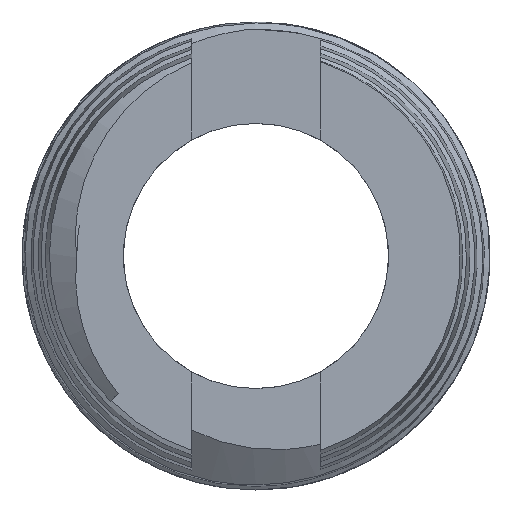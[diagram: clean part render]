
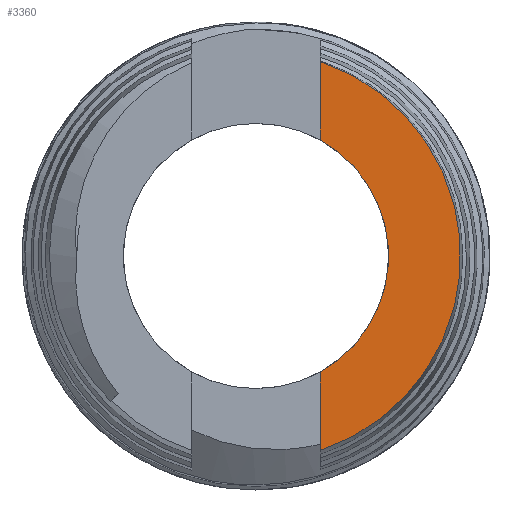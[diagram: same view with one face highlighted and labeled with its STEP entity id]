
A CAD part, front view. The second image highlights one B-rep face of the part: STEP entity #3360.
In plain terms, the highlighted planar face has unit normal (0, -1, 0).
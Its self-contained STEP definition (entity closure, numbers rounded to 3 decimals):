
#25 = ORIENTED_EDGE ( 'NONE', *, *, #2815, .T. ) ;
#89 = ORIENTED_EDGE ( 'NONE', *, *, #2817, .T. ) ;
#90 = ORIENTED_EDGE ( 'NONE', *, *, #2808, .F. ) ;
#91 = ORIENTED_EDGE ( 'NONE', *, *, #2818, .F. ) ;
#271 = EDGE_LOOP ( 'NONE', ( #91, #89, #90, #25 ) ) ;
#335 = VERTEX_POINT ( 'NONE', #4392 ) ;
#343 = VERTEX_POINT ( 'NONE', #4381 ) ;
#351 = VERTEX_POINT ( 'NONE', #4370 ) ;
#352 = VERTEX_POINT ( 'NONE', #4369 ) ;
#440 = LINE ( 'NONE', #624, #2835 ) ;
#444 = LINE ( 'NONE', #833, #2282 ) ;
#464 = FACE_OUTER_BOUND ( 'NONE', #271, .T. ) ;
#624 = CARTESIAN_POINT ( 'NONE',  ( 1.65, -15., 7.5 ) ) ;
#625 = DIRECTION ( 'NONE',  ( 0., 0., 1. ) ) ;
#823 = CARTESIAN_POINT ( 'NONE',  ( 0., -15., 0. ) ) ;
#824 = DIRECTION ( 'NONE',  ( 0., -1., 0. ) ) ;
#825 = DIRECTION ( 'NONE',  ( 0., 0., 1. ) ) ;
#830 = CARTESIAN_POINT ( 'NONE',  ( 0., -15., 0. ) ) ;
#831 = DIRECTION ( 'NONE',  ( 0., 1., 0. ) ) ;
#832 = DIRECTION ( 'NONE',  ( 0., 0., 1. ) ) ;
#833 = CARTESIAN_POINT ( 'NONE',  ( 1.65, -15., 7.5 ) ) ;
#834 = DIRECTION ( 'NONE',  ( 0., 0., 1. ) ) ;
#1500 = PLANE ( 'NONE',  #2283 ) ;
#1501 = CARTESIAN_POINT ( 'NONE',  ( -6., -15., 0. ) ) ;
#1502 = DIRECTION ( 'NONE',  ( 0., 1., 0. ) ) ;
#1503 = DIRECTION ( 'NONE',  ( 0., 0., 1. ) ) ;
#2273 = AXIS2_PLACEMENT_3D ( 'NONE', #823, #824, #825 ) ;
#2274 = CIRCLE ( 'NONE', #2273, 5.25 ) ;
#2275 = CIRCLE ( 'NONE', #2295, 3.4 ) ;
#2282 = VECTOR ( 'NONE', #834, 1000. ) ;
#2283 = AXIS2_PLACEMENT_3D ( 'NONE', #1501, #1502, #1503 ) ;
#2295 = AXIS2_PLACEMENT_3D ( 'NONE', #830, #831, #832 ) ;
#2808 = EDGE_CURVE ( 'NONE', #352, #351, #440, .T. ) ;
#2815 = EDGE_CURVE ( 'NONE', #352, #335, #2274, .T. ) ;
#2817 = EDGE_CURVE ( 'NONE', #343, #351, #2275, .T. ) ;
#2818 = EDGE_CURVE ( 'NONE', #343, #335, #444, .T. ) ;
#2835 = VECTOR ( 'NONE', #625, 1000. ) ;
#3360 = ADVANCED_FACE ( 'NONE', ( #464 ), #1500, .F. ) ;
#4369 = CARTESIAN_POINT ( 'NONE',  ( 1.65, -15., -4.984 ) ) ;
#4370 = CARTESIAN_POINT ( 'NONE',  ( 1.65, -15., -2.973 ) ) ;
#4381 = CARTESIAN_POINT ( 'NONE',  ( 1.65, -15., 2.973 ) ) ;
#4392 = CARTESIAN_POINT ( 'NONE',  ( 1.65, -15., 4.984 ) ) ;
